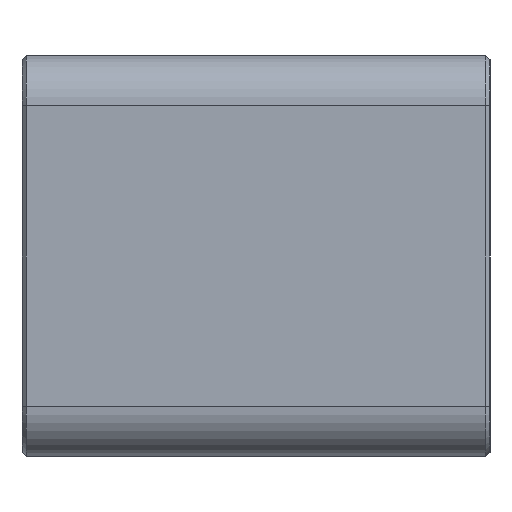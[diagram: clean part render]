
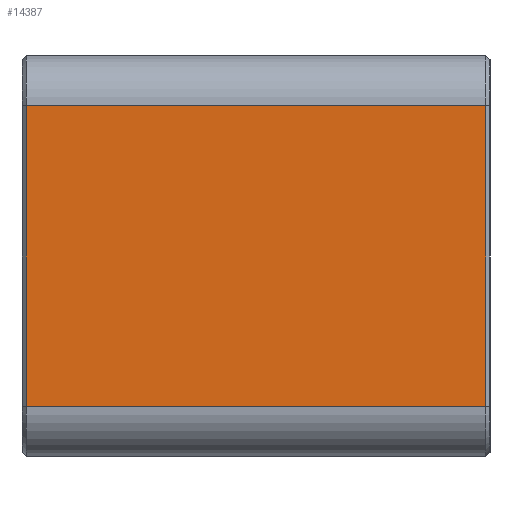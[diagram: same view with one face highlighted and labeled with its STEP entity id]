
A CAD part, left-side view. The second image highlights one B-rep face of the part: STEP entity #14387.
In plain terms, the highlighted planar face has unit normal (-1, 0, 0).
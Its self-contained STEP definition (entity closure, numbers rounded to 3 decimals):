
#1055=PLANE('',#15384);
#1947=FACE_OUTER_BOUND('',#2827,.T.);
#2827=EDGE_LOOP('',(#13100,#13101,#13102,#13103));
#3088=LINE('',#19369,#4380);
#4121=LINE('',#26090,#5413);
#4125=LINE('',#26101,#5417);
#4126=LINE('',#26102,#5418);
#4380=VECTOR('',#15904,10.);
#5413=VECTOR('',#18455,10.);
#5417=VECTOR('',#18469,10.);
#5418=VECTOR('',#18470,10.);
#6126=VERTEX_POINT('',#19365);
#6128=VERTEX_POINT('',#19368);
#7245=VERTEX_POINT('',#26088);
#7247=VERTEX_POINT('',#26100);
#7514=EDGE_CURVE('',#6126,#6128,#3088,.T.);
#9242=EDGE_CURVE('',#7245,#6126,#4121,.T.);
#9248=EDGE_CURVE('',#7247,#7245,#4125,.T.);
#9249=EDGE_CURVE('',#6128,#7247,#4126,.T.);
#13100=ORIENTED_EDGE('',*,*,#9242,.F.);
#13101=ORIENTED_EDGE('',*,*,#9248,.F.);
#13102=ORIENTED_EDGE('',*,*,#9249,.F.);
#13103=ORIENTED_EDGE('',*,*,#7514,.F.);
#14387=ADVANCED_FACE('',(#1947),#1055,.T.);
#15384=AXIS2_PLACEMENT_3D('',#26099,#18467,#18468);
#15904=DIRECTION('',(0.,1.,0.));
#18455=DIRECTION('',(0.,0.,-1.));
#18467=DIRECTION('center_axis',(-1.,0.,0.));
#18468=DIRECTION('ref_axis',(0.,0.,
1.));
#18469=DIRECTION('',(0.,-1.,0.));
#18470=DIRECTION('',(0.,0.,1.));
#19365=CARTESIAN_POINT('',(-25.988,-53.5,-0.647));
#19368=CARTESIAN_POINT('',(-25.988,1.5,-0.647));
#19369=CARTESIAN_POINT('',(-25.988,-45.,-0.647));
#26088=CARTESIAN_POINT('',(-25.988,-53.5,35.327));
#26090=CARTESIAN_POINT('',(-25.988,-53.5,5.346));
#26099=CARTESIAN_POINT('Origin',(-25.988,-45.,-6.647));
#26100=CARTESIAN_POINT('',(-25.988,1.5,35.327));
#26101=CARTESIAN_POINT('',(-25.988,-45.,35.327));
#26102=CARTESIAN_POINT('',(-25.988,1.5,5.346));
